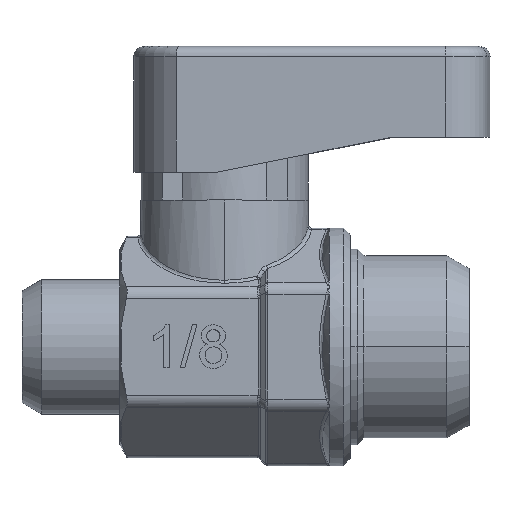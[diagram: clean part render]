
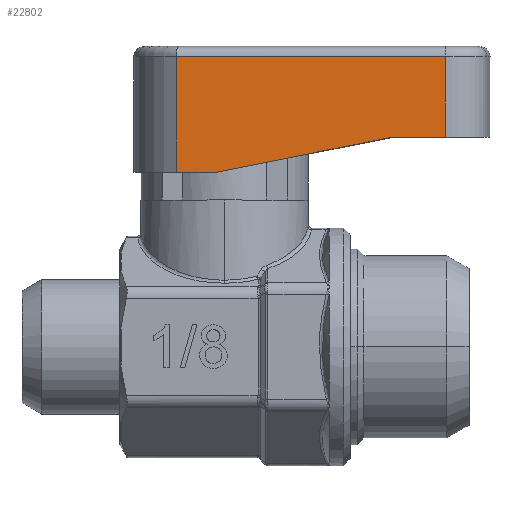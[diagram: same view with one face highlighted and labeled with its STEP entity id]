
A CAD part, top view. The second image highlights one B-rep face of the part: STEP entity #22802.
In plain terms, the highlighted planar face has unit normal (0, 0, 1).
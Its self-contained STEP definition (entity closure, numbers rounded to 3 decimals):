
#1425 = FACE_OUTER_BOUND ( 'NONE', #16257, .T. ) ;
#1770 = PLANE ( 'NONE',  #25142 ) ;
#1771 = CARTESIAN_POINT ( 'NONE',  ( 1.716, 12.5, 5.5 ) ) ;
#1776 = DIRECTION ( 'NONE',  ( 0., 0., 1. ) ) ;
#1777 = DIRECTION ( 'NONE',  ( 1., 0., 0. ) ) ;
#5716 = LINE ( 'NONE', #19556, #5718 ) ;
#5717 = LINE ( 'NONE', #19566, #5725 ) ;
#5718 = VECTOR ( 'NONE', #19557, 1000. ) ;
#5719 = LINE ( 'NONE', #19565, #5721 ) ;
#5720 = LINE ( 'NONE', #19570, #5723 ) ;
#5721 = VECTOR ( 'NONE', #19561, 1000. ) ;
#5723 = VECTOR ( 'NONE', #19571, 1000. ) ;
#5724 = LINE ( 'NONE', #19573, #5727 ) ;
#5725 = VECTOR ( 'NONE', #19572, 1000. ) ;
#5726 = LINE ( 'NONE', #19575, #5729 ) ;
#5727 = VECTOR ( 'NONE', #19574, 1000. ) ;
#5729 = VECTOR ( 'NONE', #19576, 1000. ) ;
#6858 = CARTESIAN_POINT ( 'NONE',  ( 17.18, 15., 5.5 ) ) ;
#6859 = CARTESIAN_POINT ( 'NONE',  ( 4.68, 12.5, 5.5 ) ) ;
#6861 = CARTESIAN_POINT ( 'NONE',  ( 1.716, 12.5, 5.5 ) ) ;
#6862 = CARTESIAN_POINT ( 'NONE',  ( 1.716, 20.75, 5.5 ) ) ;
#6863 = CARTESIAN_POINT ( 'NONE',  ( 20.984, 15., 5.5 ) ) ;
#6864 = CARTESIAN_POINT ( 'NONE',  ( 20.984, 20.75, 5.5 ) ) ;
#14275 = VERTEX_POINT ( 'NONE', #6858 ) ;
#14276 = VERTEX_POINT ( 'NONE', #6859 ) ;
#14278 = VERTEX_POINT ( 'NONE', #6861 ) ;
#14279 = VERTEX_POINT ( 'NONE', #6862 ) ;
#14280 = VERTEX_POINT ( 'NONE', #6863 ) ;
#14281 = VERTEX_POINT ( 'NONE', #6864 ) ;
#16257 = EDGE_LOOP ( 'NONE', ( #21657, #21658, #21659, #21660, #21661, #21662 ) ) ;
#19556 = CARTESIAN_POINT ( 'NONE',  ( 20.984, 12.5, 5.5 ) ) ;
#19557 = DIRECTION ( 'NONE',  ( 0., 1., 0. ) ) ;
#19561 = DIRECTION ( 'NONE',  ( -1., 0., 0. ) ) ;
#19565 = CARTESIAN_POINT ( 'NONE',  ( 1.716, 20.75, 5.5 ) ) ;
#19566 = CARTESIAN_POINT ( 'NONE',  ( 1.716, 12.5, 5.5 ) ) ;
#19570 = CARTESIAN_POINT ( 'NONE',  ( 1.716, 12.5, 5.5 ) ) ;
#19571 = DIRECTION ( 'NONE',  ( 0., 1., 0. ) ) ;
#19572 = DIRECTION ( 'NONE',  ( 1., 0., 0. ) ) ;
#19573 = CARTESIAN_POINT ( 'NONE',  ( 17.18, 15., 5.5 ) ) ;
#19574 = DIRECTION ( 'NONE',  ( 0.981, 0.196, 0. ) ) ;
#19575 = CARTESIAN_POINT ( 'NONE',  ( 24.18, 15., 5.5 ) ) ;
#19576 = DIRECTION ( 'NONE',  ( 1., 0., 0. ) ) ;
#20372 = EDGE_CURVE ( 'NONE', #14280, #14281, #5716, .T. ) ;
#20374 = EDGE_CURVE ( 'NONE', #14281, #14279, #5719, .T. ) ;
#20375 = EDGE_CURVE ( 'NONE', #14278, #14279, #5720, .T. ) ;
#20376 = EDGE_CURVE ( 'NONE', #14278, #14276, #5717, .T. ) ;
#20377 = EDGE_CURVE ( 'NONE', #14276, #14275, #5724, .T. ) ;
#20378 = EDGE_CURVE ( 'NONE', #14275, #14280, #5726, .T. ) ;
#21657 = ORIENTED_EDGE ( 'NONE', *, *, #20372, .T. ) ;
#21658 = ORIENTED_EDGE ( 'NONE', *, *, #20374, .T. ) ;
#21659 = ORIENTED_EDGE ( 'NONE', *, *, #20375, .F. ) ;
#21660 = ORIENTED_EDGE ( 'NONE', *, *, #20376, .T. ) ;
#21661 = ORIENTED_EDGE ( 'NONE', *, *, #20377, .T. ) ;
#21662 = ORIENTED_EDGE ( 'NONE', *, *, #20378, .T. ) ;
#22802 = ADVANCED_FACE ( 'NONE', ( #1425 ), #1770, .T. ) ;
#25142 = AXIS2_PLACEMENT_3D ( 'NONE', #1771, #1776, #1777 ) ;
